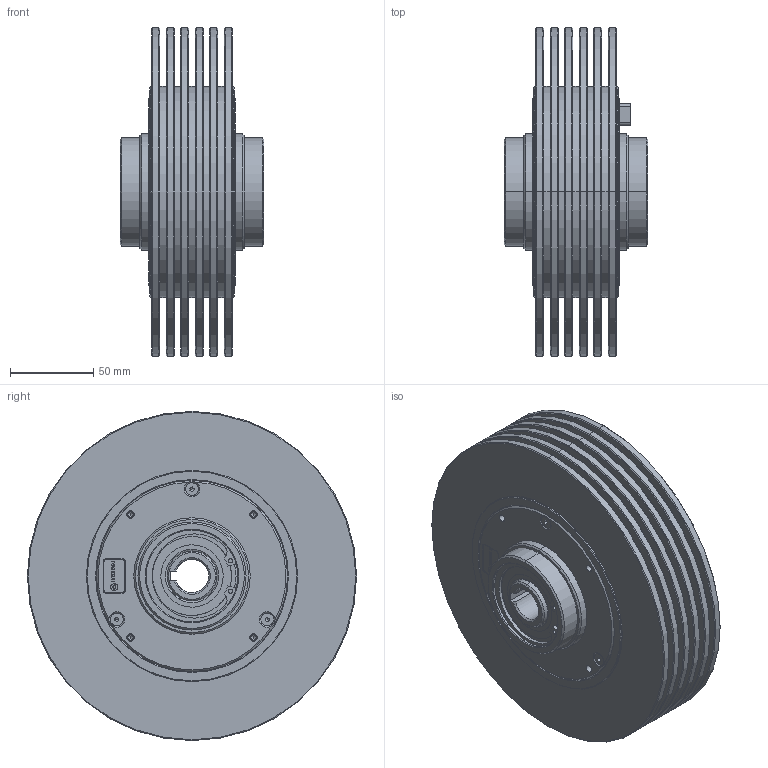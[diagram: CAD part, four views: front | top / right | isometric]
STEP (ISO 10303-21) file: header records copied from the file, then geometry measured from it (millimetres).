
FILE_DESCRIPTION (( 'STEP AP214' ), '1' );
FILE_NAME ('MPB25-KK_035a-017...021.STEP', '2024-02-05T09:13:23', ( '' ), ( '' ), 'SwSTEP 2.0', 'SolidWorks 2023', '' );
FILE_SCHEMA (( 'AUTOMOTIVE_DESIGN' ));
Length unit declared in the file: millimetre
Products named in the file (1): MPB25-KK_035a-017...021
Bounding box: 86.6 x 198 x 198 mm (x, y, z)
Volume: 1241300.9 mm3; surface area: 287017 mm2
Topology: 1 solids, 8 shells, 645 faces, 1611 edges, 1000 vertices
Faces by surface type: plane 268, cylinder 241, cone 114, torus 22
Entity records: 26162 total; most frequent: DIRECTION 3575, CARTESIAN_POINT 3315, ORIENTED_EDGE 3166, EDGE_CURVE 1583, AXIS2_PLACEMENT_3D 1364, VERTEX_POINT 1000, VECTOR 847, LINE 847
